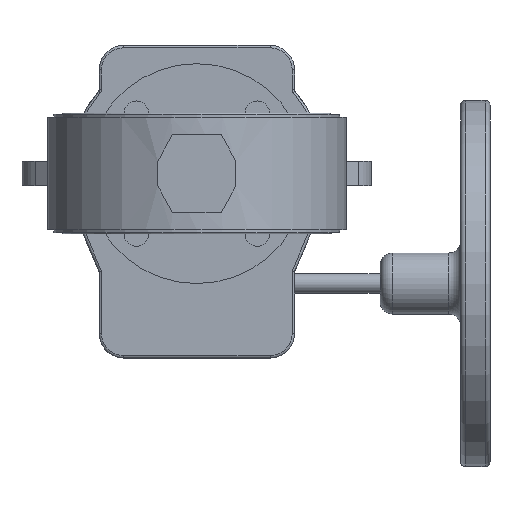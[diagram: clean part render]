
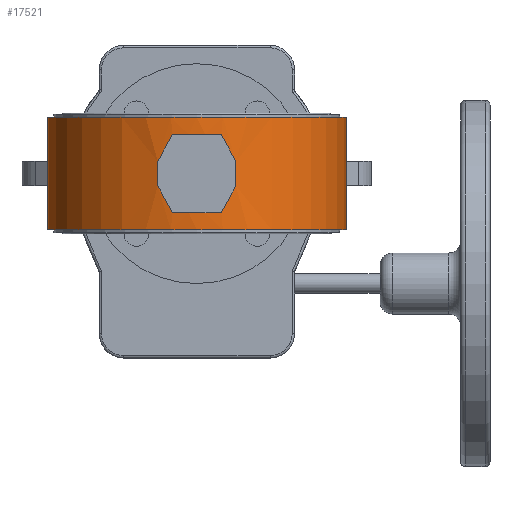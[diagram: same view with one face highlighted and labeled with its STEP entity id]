
A CAD part, front view. The second image highlights one B-rep face of the part: STEP entity #17521.
In plain terms, the highlighted cylindrical face has radius 61.25 mm (diameter 122.5 mm), a partial arc.
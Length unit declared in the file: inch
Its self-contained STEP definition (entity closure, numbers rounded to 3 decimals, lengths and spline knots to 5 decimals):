
#13 = CARTESIAN_POINT ( 'NONE',  ( 2.69543, 0.3848, 3.3972 ) ) ;
#246 = CIRCLE ( 'NONE', #21387, 2.41142 ) ;
#535 = CARTESIAN_POINT ( 'NONE',  ( 1.59224, 0.3466, 3.6844 ) ) ;
#1114 = ORIENTED_EDGE ( 'NONE', *, *, #7521, .T. ) ;
#1347 = CARTESIAN_POINT ( 'NONE',  ( 2.06551, 2.71249, 4.10712 ) ) ;
#1482 = VERTEX_POINT ( 'NONE', #8328 ) ;
#1678 = CARTESIAN_POINT ( 'NONE',  ( 2.61758, 0.36374, 3.53992 ) ) ;
#1850 = EDGE_CURVE ( 'NONE', #11161, #11066, #14313, .T. ) ;
#1944 = CARTESIAN_POINT ( 'NONE',  ( 1.43559, 0.3848, 3.3972 ) ) ;
#2148 = AXIS2_PLACEMENT_3D ( 'NONE', #14449, #6033, #12821 ) ;
#2157 = LINE ( 'NONE', #18852, #17346 ) ;
#2269 = AXIS2_PLACEMENT_3D ( 'NONE', #21411, #19745, #11075 ) ;
#2334 = DIRECTION ( 'NONE',  ( 0., 0., -1. ) ) ;
#2847 = AXIS2_PLACEMENT_3D ( 'NONE', #5946, #16119, #17994 ) ;
#2862 = VECTOR ( 'NONE', #12857, 39.37008 ) ;
#2981 = DIRECTION ( 'NONE',  ( 0., 0., 1. ) ) ;
#3014 = ORIENTED_EDGE ( 'NONE', *, *, #10753, .F. ) ;
#3215 = CARTESIAN_POINT ( 'NONE',  ( 1.59224, 0.3466, 2.7163 ) ) ;
#3597 = CIRCLE ( 'NONE', #3923, 2.41142 ) ;
#3923 = AXIS2_PLACEMENT_3D ( 'NONE', #5540, #2334, #17380 ) ;
#4735 = LINE ( 'NONE', #21414, #20101 ) ;
#4917 = CARTESIAN_POINT ( 'NONE',  ( 2.53878, 0.3466, 2.7163 ) ) ;
#4972 = CARTESIAN_POINT ( 'NONE',  ( 2.53878, 0.3466, 3.6844 ) ) ;
#5000 = ORIENTED_EDGE ( 'NONE', *, *, #7226, .T. ) ;
#5464 = EDGE_CURVE ( 'NONE', #7995, #6234, #9344, .T. ) ;
#5540 = CARTESIAN_POINT ( 'NONE',  ( 2.06551, 2.71249, 2.57043 ) ) ;
#5872 = DIRECTION ( 'NONE',  ( 0., 0., -1. ) ) ;
#5946 = CARTESIAN_POINT ( 'NONE',  ( 2.06551, 2.71249, 4.02712 ) ) ;
#6033 = DIRECTION ( 'NONE',  ( 0., 0., 1. ) ) ;
#6086 = ORIENTED_EDGE ( 'NONE', *, *, #5464, .T. ) ;
#6234 = VERTEX_POINT ( 'NONE', #13308 ) ;
#6423 = DIRECTION ( 'NONE',  ( 1., 0., 0. ) ) ;
#7226 = EDGE_CURVE ( 'NONE', #15708, #7995, #16354, .T. ) ;
#7321 = ORIENTED_EDGE ( 'NONE', *, *, #7953, .T. ) ;
#7521 = EDGE_CURVE ( 'NONE', #6234, #9123, #3597, .T. ) ;
#7664 = EDGE_CURVE ( 'NONE', #13585, #12539, #4735, .T. ) ;
#7953 = EDGE_CURVE ( 'NONE', #10847, #15695, #2157, .T. ) ;
#7995 = VERTEX_POINT ( 'NONE', #17315 ) ;
#8312 = CARTESIAN_POINT ( 'NONE',  ( -0.34591, 2.71249, 4.10712 ) ) ;
#8328 = CARTESIAN_POINT ( 'NONE',  ( 1.67181, 0.33343, 3.83027 ) ) ;
#8440 = ORIENTED_EDGE ( 'NONE', *, *, #17231, .T. ) ;
#8573 = CARTESIAN_POINT ( 'NONE',  ( 4.47693, 2.71249, 2.29358 ) ) ;
#9025 = EDGE_CURVE ( 'NONE', #1482, #20860, #18040, .T. ) ;
#9102 = ORIENTED_EDGE ( 'NONE', *, *, #12805, .F. ) ;
#9123 = VERTEX_POINT ( 'NONE', #12679 ) ;
#9344 =( BOUNDED_CURVE ( )  B_SPLINE_CURVE ( 3, ( #10167, #20044, #4917, #20271 ),
 .UNSPECIFIED., .F., .T. ) 
 B_SPLINE_CURVE_WITH_KNOTS ( ( 4, 4 ),
 ( 4.4481, 4.54839 ),
 .UNSPECIFIED. ) 
 CURVE ( )  GEOMETRIC_REPRESENTATION_ITEM ( )  RATIONAL_B_SPLINE_CURVE ( ( 1., 0.999, 0.999, 1. ) ) 
 REPRESENTATION_ITEM ( '' )  );
#9948 = VECTOR ( 'NONE', #5872, 39.37008 ) ;
#10167 = CARTESIAN_POINT ( 'NONE',  ( 2.69543, 0.3848, 3.0035 ) ) ;
#10366 = CARTESIAN_POINT ( 'NONE',  ( 2.69543, 0.3848, 3.3972 ) ) ;
#10404 = CIRCLE ( 'NONE', #2269, 2.41142 ) ;
#10753 = EDGE_CURVE ( 'NONE', #11066, #15695, #10404, .T. ) ;
#10821 = FACE_BOUND ( 'NONE', #20738, .T. ) ;
#10847 = VERTEX_POINT ( 'NONE', #8312 ) ;
#10972 = ORIENTED_EDGE ( 'NONE', *, *, #7664, .T. ) ;
#11066 = VERTEX_POINT ( 'NONE', #8573 ) ;
#11075 = DIRECTION ( 'NONE',  ( -1., 0., 0. ) ) ;
#11161 = VERTEX_POINT ( 'NONE', #17400 ) ;
#12539 = VERTEX_POINT ( 'NONE', #1944 ) ;
#12679 = CARTESIAN_POINT ( 'NONE',  ( 1.67181, 0.33343, 2.57043 ) ) ;
#12805 = EDGE_CURVE ( 'NONE', #10847, #11161, #246, .T. ) ;
#12821 = DIRECTION ( 'NONE',  ( 1., 0., 0. ) ) ;
#12857 = DIRECTION ( 'NONE',  ( 0., 0., -1. ) ) ;
#13029 =( BOUNDED_CURVE ( )  B_SPLINE_CURVE ( 3, ( #14965, #3215, #19990, #20210 ),
 .UNSPECIFIED., .F., .T. ) 
 B_SPLINE_CURVE_WITH_KNOTS ( ( 4, 4 ),
 ( 1.7348, 1.83509 ),
 .UNSPECIFIED. ) 
 CURVE ( )  GEOMETRIC_REPRESENTATION_ITEM ( )  RATIONAL_B_SPLINE_CURVE ( ( 1., 0.999, 0.999, 1. ) ) 
 REPRESENTATION_ITEM ( '' )  );
#13308 = CARTESIAN_POINT ( 'NONE',  ( 2.45921, 0.33343, 2.57043 ) ) ;
#13312 = CARTESIAN_POINT ( 'NONE',  ( 2.69543, 0.3848, 3.3972 ) ) ;
#13585 = VERTEX_POINT ( 'NONE', #19661 ) ;
#13843 = ORIENTED_EDGE ( 'NONE', *, *, #20849, .T. ) ;
#14050 = CARTESIAN_POINT ( 'NONE',  ( 1.51344, 0.36374, 3.53992 ) ) ;
#14277 = CYLINDRICAL_SURFACE ( 'NONE', #2847, 2.41142 ) ;
#14304 = EDGE_CURVE ( 'NONE', #9123, #13585, #13029, .T. ) ;
#14313 = LINE ( 'NONE', #20984, #9948 ) ;
#14408 = ORIENTED_EDGE ( 'NONE', *, *, #14304, .T. ) ;
#14449 = CARTESIAN_POINT ( 'NONE',  ( 2.06551, 2.71249, 3.83027 ) ) ;
#14965 = CARTESIAN_POINT ( 'NONE',  ( 1.67181, 0.33343, 2.57043 ) ) ;
#15695 = VERTEX_POINT ( 'NONE', #18405 ) ;
#15708 = VERTEX_POINT ( 'NONE', #10366 ) ;
#15965 =( BOUNDED_CURVE ( )  B_SPLINE_CURVE ( 3, ( #20091, #4972, #1678, #13 ),
 .UNSPECIFIED., .F., .F. ) 
 B_SPLINE_CURVE_WITH_KNOTS ( ( 4, 4 ),
 ( 4.87639, 4.97668 ),
 .UNSPECIFIED. ) 
 CURVE ( )  GEOMETRIC_REPRESENTATION_ITEM ( )  RATIONAL_B_SPLINE_CURVE ( ( 1., 0.999, 0.999, 1. ) ) 
 REPRESENTATION_ITEM ( '' )  );
#16001 = CARTESIAN_POINT ( 'NONE',  ( 2.45921, 0.33343, 3.83027 ) ) ;
#16119 = DIRECTION ( 'NONE',  ( 0., 0., -1. ) ) ;
#16138 = EDGE_LOOP ( 'NONE', ( #18507, #9102, #7321, #3014 ) ) ;
#16354 = LINE ( 'NONE', #13312, #2862 ) ;
#17231 = EDGE_CURVE ( 'NONE', #20860, #15708, #15965, .T. ) ;
#17315 = CARTESIAN_POINT ( 'NONE',  ( 2.69543, 0.3848, 3.0035 ) ) ;
#17337 = CARTESIAN_POINT ( 'NONE',  ( 1.43559, 0.3848, 3.3972 ) ) ;
#17346 = VECTOR ( 'NONE', #20592, 39.37008 ) ;
#17380 = DIRECTION ( 'NONE',  ( -1., 0., 0. ) ) ;
#17400 = CARTESIAN_POINT ( 'NONE',  ( 4.47693, 2.71249, 4.10712 ) ) ;
#17521 = ADVANCED_FACE ( 'NONE', ( #19203, #10821 ), #14277, .T. ) ;
#17994 = DIRECTION ( 'NONE',  ( -1., 0., 0. ) ) ;
#18040 = CIRCLE ( 'NONE', #2148, 2.41142 ) ;
#18248 = ORIENTED_EDGE ( 'NONE', *, *, #9025, .T. ) ;
#18251 = DIRECTION ( 'NONE',  ( 0., 0., 1. ) ) ;
#18405 = CARTESIAN_POINT ( 'NONE',  ( -0.34591, 2.71249, 2.29358 ) ) ;
#18507 = ORIENTED_EDGE ( 'NONE', *, *, #1850, .F. ) ;
#18648 =( BOUNDED_CURVE ( )  B_SPLINE_CURVE ( 3, ( #17337, #14050, #535, #20717 ),
 .UNSPECIFIED., .F., .T. ) 
 B_SPLINE_CURVE_WITH_KNOTS ( ( 4, 4 ),
 ( 1.30651, 1.4068 ),
 .UNSPECIFIED. ) 
 CURVE ( )  GEOMETRIC_REPRESENTATION_ITEM ( )  RATIONAL_B_SPLINE_CURVE ( ( 1., 0.999, 0.999, 1. ) ) 
 REPRESENTATION_ITEM ( '' )  );
#18852 = CARTESIAN_POINT ( 'NONE',  ( -0.34591, 2.71249, 4.02712 ) ) ;
#19203 = FACE_OUTER_BOUND ( 'NONE', #16138, .T. ) ;
#19661 = CARTESIAN_POINT ( 'NONE',  ( 1.43559, 0.3848, 3.0035 ) ) ;
#19745 = DIRECTION ( 'NONE',  ( 0., 0., -1. ) ) ;
#19990 = CARTESIAN_POINT ( 'NONE',  ( 1.51344, 0.36374, 2.86078 ) ) ;
#20044 = CARTESIAN_POINT ( 'NONE',  ( 2.61758, 0.36374, 2.86078 ) ) ;
#20091 = CARTESIAN_POINT ( 'NONE',  ( 2.45921, 0.33343, 3.83027 ) ) ;
#20101 = VECTOR ( 'NONE', #2981, 39.37008 ) ;
#20210 = CARTESIAN_POINT ( 'NONE',  ( 1.43559, 0.3848, 3.0035 ) ) ;
#20271 = CARTESIAN_POINT ( 'NONE',  ( 2.45921, 0.33343, 2.57043 ) ) ;
#20592 = DIRECTION ( 'NONE',  ( 0., 0., -1. ) ) ;
#20717 = CARTESIAN_POINT ( 'NONE',  ( 1.67181, 0.33343, 3.83027 ) ) ;
#20738 = EDGE_LOOP ( 'NONE', ( #14408, #10972, #13843, #18248, #8440, #5000, #6086, #1114 ) ) ;
#20849 = EDGE_CURVE ( 'NONE', #12539, #1482, #18648, .T. ) ;
#20860 = VERTEX_POINT ( 'NONE', #16001 ) ;
#20984 = CARTESIAN_POINT ( 'NONE',  ( 4.47693, 2.71249, 4.02712 ) ) ;
#21387 = AXIS2_PLACEMENT_3D ( 'NONE', #1347, #18251, #6423 ) ;
#21411 = CARTESIAN_POINT ( 'NONE',  ( 2.06551, 2.71249, 2.29358 ) ) ;
#21414 = CARTESIAN_POINT ( 'NONE',  ( 1.43559, 0.3848, 3.0035 ) ) ;
